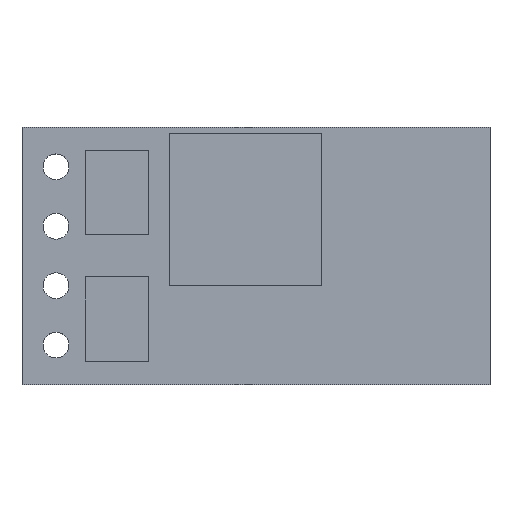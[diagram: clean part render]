
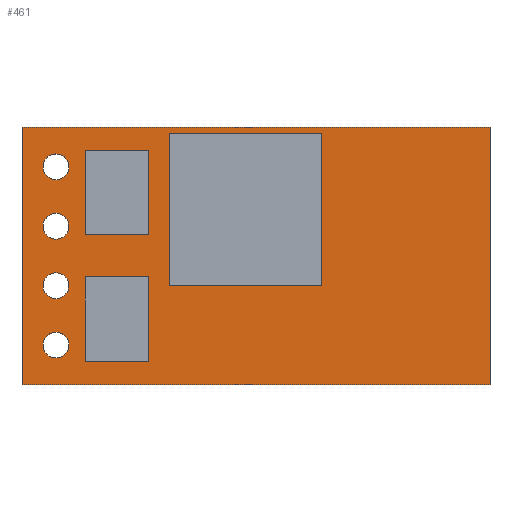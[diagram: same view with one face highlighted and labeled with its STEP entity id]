
A CAD part, top view. The second image highlights one B-rep face of the part: STEP entity #461.
In plain terms, the highlighted planar face has unit normal (0, 0, 1).
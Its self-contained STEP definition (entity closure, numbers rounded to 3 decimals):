
#21=FACE_BOUND('',#90,.T.);
#22=FACE_BOUND('',#91,.T.);
#23=FACE_BOUND('',#92,.T.);
#24=FACE_BOUND('',#93,.T.);
#33=PLANE('',#514);
#61=FACE_OUTER_BOUND('',#89,.T.);
#89=EDGE_LOOP('',(#361,#362,#363,#364));
#90=EDGE_LOOP('',(#365));
#91=EDGE_LOOP('',(#366));
#92=EDGE_LOOP('',(#367));
#93=EDGE_LOOP('',(#368));
#123=LINE('',#692,#175);
#126=LINE('',#698,#178);
#129=LINE('',#704,#181);
#132=LINE('',#708,#184);
#175=VECTOR('',#568,10.);
#178=VECTOR('',#573,10.);
#181=VECTOR('',#578,10.);
#184=VECTOR('',#583,10.);
#221=CIRCLE('',#499,0.55);
#223=CIRCLE('',#502,0.55);
#225=CIRCLE('',#505,0.55);
#227=CIRCLE('',#508,0.55);
#229=VERTEX_POINT('',#662);
#231=VERTEX_POINT('',#668);
#233=VERTEX_POINT('',#674);
#235=VERTEX_POINT('',#680);
#239=VERTEX_POINT('',#689);
#240=VERTEX_POINT('',#691);
#242=VERTEX_POINT('',#697);
#244=VERTEX_POINT('',#703);
#269=EDGE_CURVE('',#229,#229,#221,.T.);
#272=EDGE_CURVE('',#231,#231,#223,.T.);
#275=EDGE_CURVE('',#233,#233,#225,.T.);
#278=EDGE_CURVE('',#235,#235,#227,.T.);
#283=EDGE_CURVE('',#240,#239,#123,.T.);
#286=EDGE_CURVE('',#242,#240,#126,.T.);
#289=EDGE_CURVE('',#244,#242,#129,.T.);
#292=EDGE_CURVE('',#239,#244,#132,.T.);
#361=ORIENTED_EDGE('',*,*,#292,.T.);
#362=ORIENTED_EDGE('',*,*,#289,.T.);
#363=ORIENTED_EDGE('',*,*,#286,.T.);
#364=ORIENTED_EDGE('',*,*,#283,.T.);
#365=ORIENTED_EDGE('',*,*,#269,.T.);
#366=ORIENTED_EDGE('',*,*,#272,.T.);
#367=ORIENTED_EDGE('',*,*,#275,.T.);
#368=ORIENTED_EDGE('',*,*,#278,.T.);
#461=ADVANCED_FACE('',(#61,#21,#22,#23,#24),#33,.T.);
#499=AXIS2_PLACEMENT_3D('',#663,#538,#539);
#502=AXIS2_PLACEMENT_3D('',#669,#545,#546);
#505=AXIS2_PLACEMENT_3D('',#675,#552,#553);
#508=AXIS2_PLACEMENT_3D('',#681,#559,#560);
#514=AXIS2_PLACEMENT_3D('',#709,#584,#585);
#538=DIRECTION('center_axis',(0.,0.,-1.));
#539=DIRECTION('ref_axis',(-1.,0.,0.));
#545=DIRECTION('center_axis',(0.,0.,-1.));
#546=DIRECTION('ref_axis',(-1.,0.,0.));
#552=DIRECTION('center_axis',(0.,0.,-1.));
#553=DIRECTION('ref_axis',(-1.,0.,0.));
#559=DIRECTION('center_axis',(0.,0.,-1.));
#560=DIRECTION('ref_axis',(-1.,0.,0.));
#568=DIRECTION('',(0.,1.,0.));
#573=DIRECTION('',(1.,0.,0.));
#578=DIRECTION('',(0.,-1.,0.));
#583=DIRECTION('',(-1.,0.,0.));
#584=DIRECTION('center_axis',(0.,0.,1.));
#585=DIRECTION('ref_axis',(1.,0.,0.));
#662=CARTESIAN_POINT('',(-8.,1.27,1.6));
#663=CARTESIAN_POINT('Origin',(-8.55,1.27,1.6));
#668=CARTESIAN_POINT('',(-8.,-1.27,1.6));
#669=CARTESIAN_POINT('Origin',(-8.55,-1.27,1.6));
#674=CARTESIAN_POINT('',(-8.,3.81,1.6));
#675=CARTESIAN_POINT('Origin',(-8.55,3.81,1.6));
#680=CARTESIAN_POINT('',(-8.,-3.81,1.6));
#681=CARTESIAN_POINT('Origin',(-8.55,-3.81,1.6));
#689=CARTESIAN_POINT('',(10.,5.5,1.6));
#691=CARTESIAN_POINT('',(10.,-5.5,1.6));
#692=CARTESIAN_POINT('',(10.,5.5,1.6));
#697=CARTESIAN_POINT('',(-10.,-5.5,1.6));
#698=CARTESIAN_POINT('',(10.,-5.5,1.6));
#703=CARTESIAN_POINT('',(-10.,5.5,1.6));
#704=CARTESIAN_POINT('',(-10.,-5.5,1.6));
#708=CARTESIAN_POINT('',(-10.,5.5,1.6));
#709=CARTESIAN_POINT('Origin',(0.,0.,
1.6));
